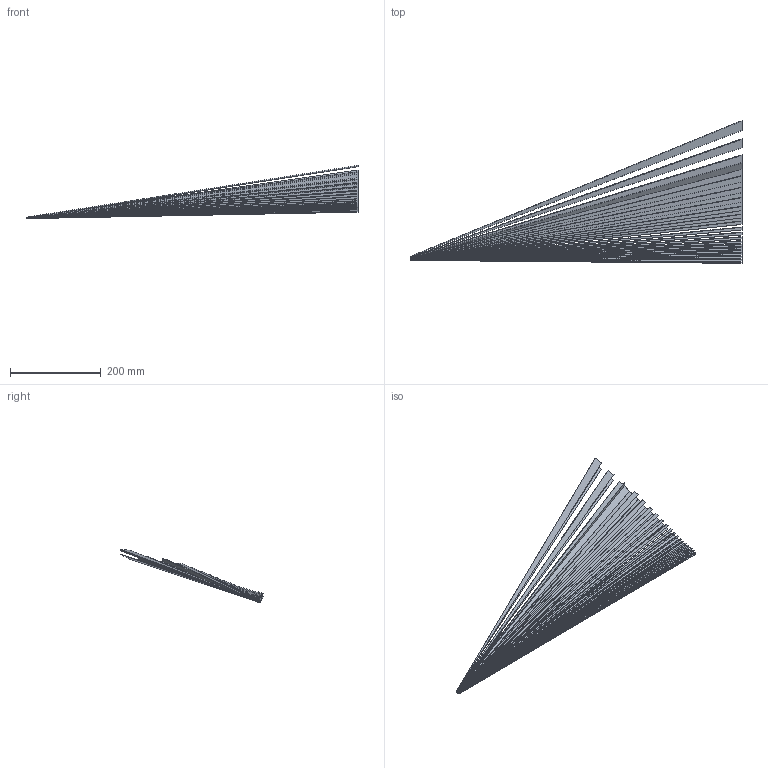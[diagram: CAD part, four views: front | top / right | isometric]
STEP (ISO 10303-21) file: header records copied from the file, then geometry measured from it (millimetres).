
FILE_DESCRIPTION(('FreeCAD Model'),'2;1');
FILE_NAME( 'block_12.step', '2021-06-02T11:41:21',('Author'),(''), 'Open CASCADE STEP processor 7.3','FreeCAD','Unknown');
FILE_SCHEMA(('AUTOMOTIVE_DESIGN { 1 0 10303 214 1 1 1 1 }'));
Length unit declared in the file: millimetre
Products named in the file (1): Part_12
Bounding box: 730 x 313.6 x 117.09 mm (x, y, z)
Volume: 69995.7 mm3; surface area: 481122.7 mm2
Topology: 4 solids, 4 shells, 333 faces, 977 edges, 651 vertices
Faces by surface type: plane 333
Entity records: 22574 total; most frequent: CARTESIAN_POINT 4912, DIRECTION 2603, ORIENTED_EDGE 1954, PCURVE 1954, DEFINITIONAL_REPRESENTATION 1954, LINE 1935, VECTOR 1935, B_SPLINE_CURVE_WITH_KNOTS 996
